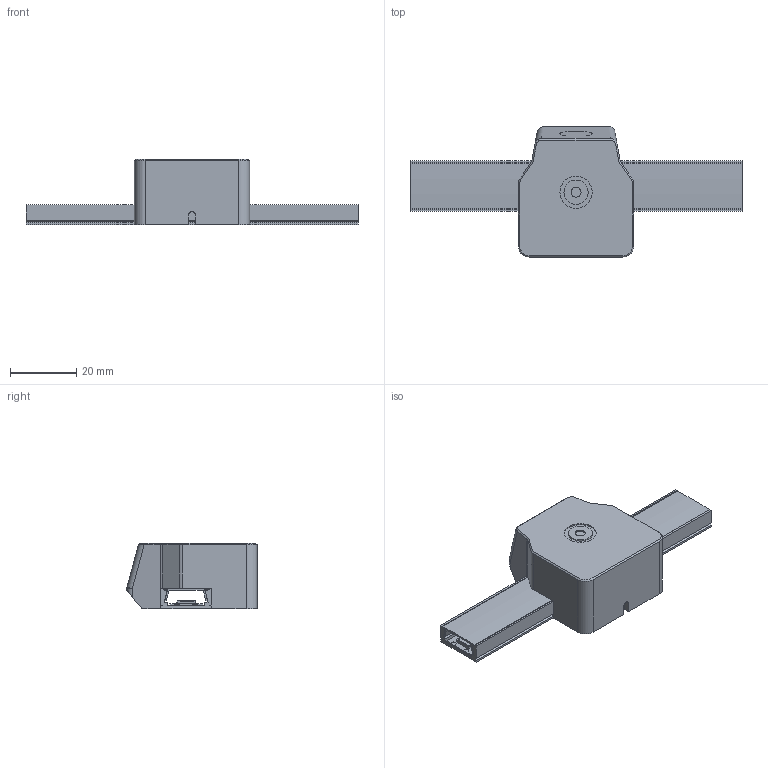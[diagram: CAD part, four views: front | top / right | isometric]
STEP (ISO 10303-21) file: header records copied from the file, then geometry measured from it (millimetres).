
FILE_DESCRIPTION(/* description */ (''),/* implementation_level */ '2;1');
FILE_NAME(/* name */ 'DiLight rev.2.0.step',/* time_stamp */ '2022-11-30T05:18:16+03:00',/* author */ (''),/* organization */ (''),/* preprocessor_version */ 'ST-DEVELOPER v19.2',/* originating_system */ 'Autodesk Translation Framework v11.17.0.187',/* authorisation */ '');
FILE_SCHEMA (('AUTOMOTIVE_DESIGN { 1 0 10303 214 3 1 1 }'));
Products named in the file (43): DiLight rev.2.0; LED bar; 5054 led strip; 5054 led strip_1; 5054 led strip_2; 5054 led strip_3; strip; LED SMD5054; resistor; DiLight_2.0; PinHeader_1x03_P2.54mm_Vertical; SOLID; PinHeader_2x07_P1.27mm_Vertical_SMD; SOLID (2); QFN-28_4x4mm_P0.5mm; SOLID (3); SOT-223; SOLID (5); C_0805_2012Metric; SOLID (1); SOIC-8_3.9x4.9mm_P1.27mm; SOLID (7); R_0805_2012Metric; SOLID (4); SOT-23; SOLID (9); DiLight_2.0 PCB; ScrewTerminal; ScrewTerminal_1; ScrewTerminalCover; Pin; part; pan head cross recess screw_iso_ISO 7045 - M2 x 3 - Z - 3N; 6Pin bent; 6Pin; Fusion; TOF200C; PCB; Lens; Components ...
Assembly tree (83 placements, depth 5):
  DiLight rev.2.0
    LED bar
      5054 led strip
        strip
        LED SMD5054  x3
        resistor
      5054 led strip_1
        strip
        LED SMD5054  x3
        resistor
      5054 led strip_2
        strip
        LED SMD5054  x3
        resistor
      5054 led strip_3
        strip
        LED SMD5054  x3
        resistor
    DiLight_2.0
      PinHeader_1x03_P2.54mm_Vertical
        SOLID
      C_0805_2012Metric  x5
        SOLID (1)
      PinHeader_2x07_P1.27mm_Vertical_SMD
        SOLID (2)
      QFN-28_4x4mm_P0.5mm
        SOLID (3)
      R_0805_2012Metric  x5
        SOLID (4)
      SOT-223
        SOLID (5)
      SOIC-8_3.9x4.9mm_P1.27mm
        SOLID (7)
      SOT-23
        SOLID (9)
      DiLight_2.0 PCB
      ScrewTerminal
        ScrewTerminalCover
        Pin  x2
        part  x2
        pan head cross recess screw_iso_ISO 7045 - M2 x 3 - Z - 3N  x2
      ScrewTerminal_1
        ScrewTerminalCover
        Pin  x2
        part  x2
        pan head cross recess screw_iso_ISO 7045 - M2 x 3 - Z - 3N  x2
      6Pin bent
        6Pin
          Fusion  x6
      TOF200C
        PCB
        Lens
        Components
      touch button TTP223
    Box
    M2.2 x 6.5 Rounded Head Screw  x2
Bounding box: 100 x 39.2 x 19.79 mm (x, y, z)
Volume: 14296.8 mm3; surface area: 27176.5 mm2
Topology: 106 solids, 106 shells, 3173 faces, 7968 edges, 5145 vertices
Faces by surface type: plane 2336, cylinder 462, bspline 300, cone 56, torus 12, sphere 7
Full cylindrical faces by diameter (mm): 0.4 x1, 0.6 x1, 1 x26, 1.3 x4, 1.4 x4, 1.5 x12, 1.644 x8, 2 x22, 2.2 x10, 3 x5, 3.5 x8, 4 x4, 4.2 x2, 7.3 x1, 9.1 x1, 9.7 x2
Entity records: 64634 total; most frequent: CARTESIAN_POINT 19113, ORIENTED_EDGE 9186, DIRECTION 8316, EDGE_CURVE 4593, LINE 3644, VECTOR 3644, VERTEX_POINT 2944, AXIS2_PLACEMENT_3D 2336
